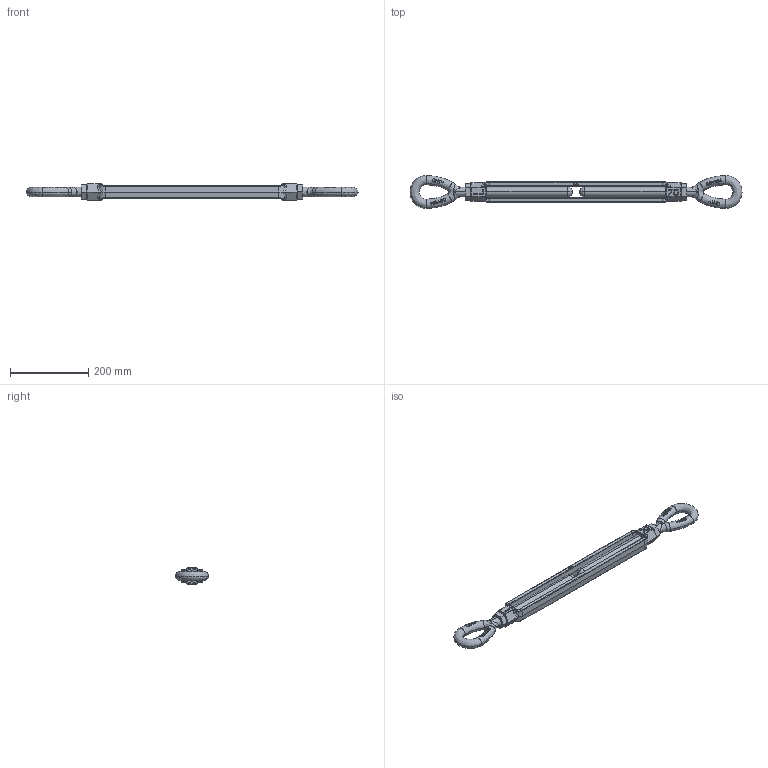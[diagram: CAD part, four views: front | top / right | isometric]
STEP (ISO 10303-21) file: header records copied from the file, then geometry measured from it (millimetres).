
FILE_DESCRIPTION(('STEP AP214'),'1');
FILE_NAME('ssgpoo2518.stp','2017-03-31T06:36:12',('TraceParts'),('TraceParts S.A.'),'Spatial InterOp 3D',' ',' ');
FILE_SCHEMA(('automotive_design'));
Length unit declared in the file: millimetre
Products named in the file (8): ssgpoo2518_1; ssgpoo2518_2; ssgpoo2518_3; ssgpoo2518_4; ssgpoo2518_5; ssgpoo2518_6; ssgpoo2518_7; ssgpoo2518_8
Bounding box: 848 x 84 x 43 mm (x, y, z)
Volume: 931621.2 mm3; surface area: 190410.2 mm2
Topology: 8 solids, 8 shells, 691 faces, 1784 edges, 1109 vertices
Faces by surface type: plane 286, bspline 231, cylinder 118, cone 48, sphere 8
Entity records: 41086 total; most frequent: CARTESIAN_POINT 21259, ORIENTED_EDGE 3524, DIRECTION 2017, EDGE_CURVE 1762, VERTEX_POINT 1109, B_SPLINE_CURVE_WITH_KNOTS 877, EDGE_LOOP 725, AXIS2_PLACEMENT_3D 716
